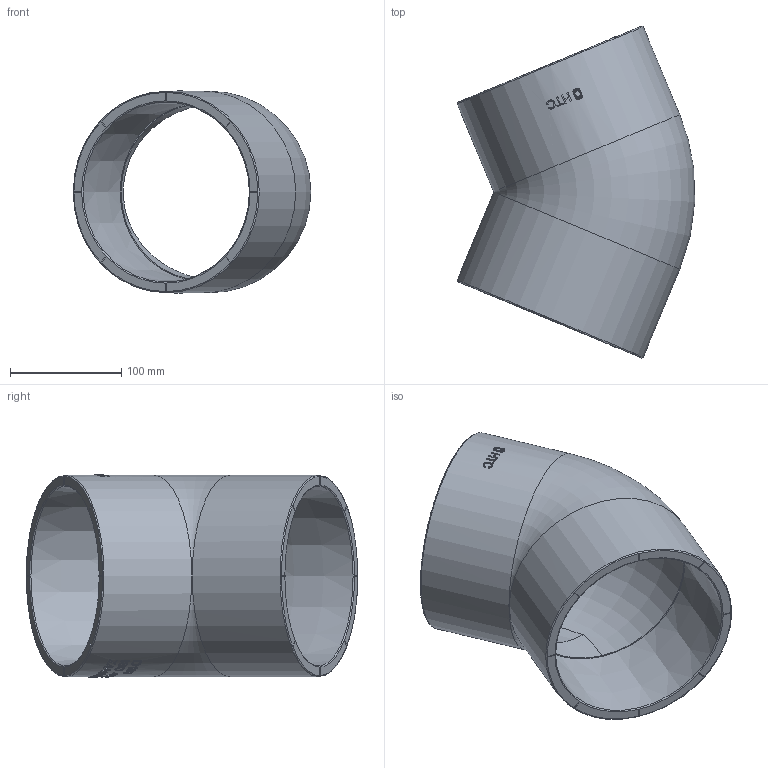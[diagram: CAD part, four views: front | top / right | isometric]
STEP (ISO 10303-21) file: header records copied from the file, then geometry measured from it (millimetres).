
FILE_DESCRIPTION(/* description */ (''),/* implementation_level */ '2;1');
FILE_NAME(/* name */ '160-45°弯头.stp',/* time_stamp */ '2025-03-25T14:43:20+08:00',/* author */ (''),/* organization */ (''),/* preprocessor_version */ 'ST-DEVELOPER v16',/* originating_system */ 'SIEMENS PLM Software NX 10.0',/* authorisation */ '');
FILE_SCHEMA (('AUTOMOTIVE_DESIGN { 1 0 10303 214 3 1 1 1 }'));
Length unit declared in the file: millimetre
Products named in the file (1): gelv1850AE46nk30
Bounding box: 213.49 x 298.26 x 181.5 mm (x, y, z)
Volume: 1345770.9 mm3; surface area: 272903 mm2
Topology: 1 solids, 1 shells, 526 faces, 1404 edges, 929 vertices
Faces by surface type: plane 276, extrusion 183, cylinder 59, torus 6, cone 2
Full cylindrical faces by diameter (mm): 4.997 x1, 6.663 x1, 180.9 x2
Entity records: 20414 total; most frequent: CARTESIAN_POINT 7792, ORIENTED_EDGE 2782, DIRECTION 2140, EDGE_CURVE 1391, VECTOR 930, VERTEX_POINT 930, LINE 747, AXIS2_PLACEMENT_3D 605
